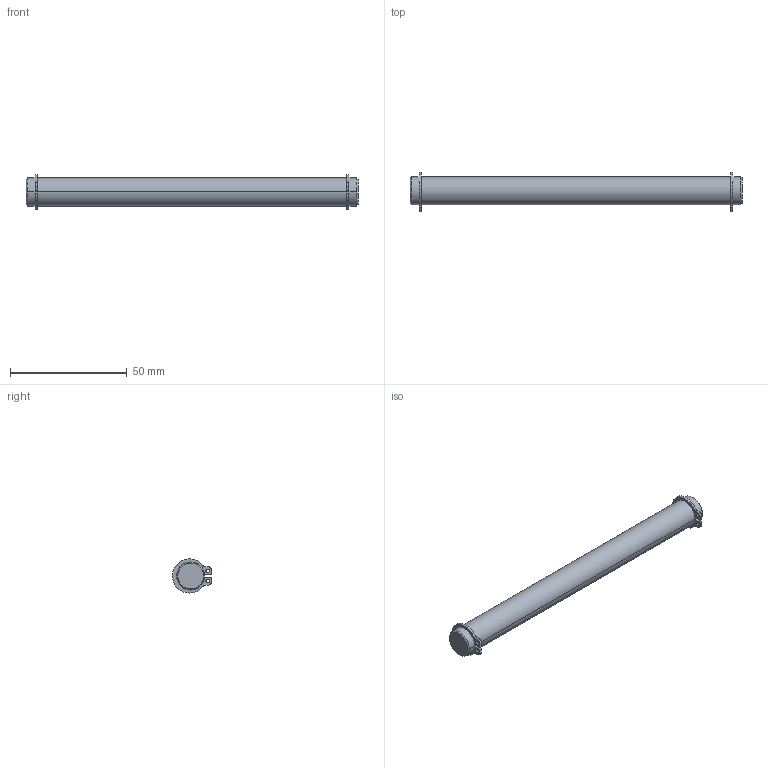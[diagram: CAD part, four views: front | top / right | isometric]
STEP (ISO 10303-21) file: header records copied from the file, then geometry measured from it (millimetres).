
FILE_DESCRIPTION( ( '' ), '1' );
FILE_NAME( 'psfmrra12_142_0_b5_s5_2_03.stp', '2014-09-14T07:11:31', ( '' ), ( '' ), ' ', ' ', ' ' );
FILE_SCHEMA( ( 'CONFIG_CONTROL_DESIGN' ) );
Length unit declared in the file: millimetre
Products named in the file (3): 1; 2; 3
Bounding box: 142 x 16.8 x 14.62 mm (x, y, z)
Volume: 16167.4 mm3; surface area: 6125.6 mm2
Topology: 3 solids, 3 shells, 60 faces, 146 edges, 96 vertices
Faces by surface type: cylinder 34, plane 22, cone 4
Entity records: 1938 total; most frequent: DIRECTION 344, CARTESIAN_POINT 305, ORIENTED_EDGE 292, EDGE_CURVE 146, AXIS2_PLACEMENT_3D 135, VERTEX_POINT 96, LINE 74, VECTOR 74
